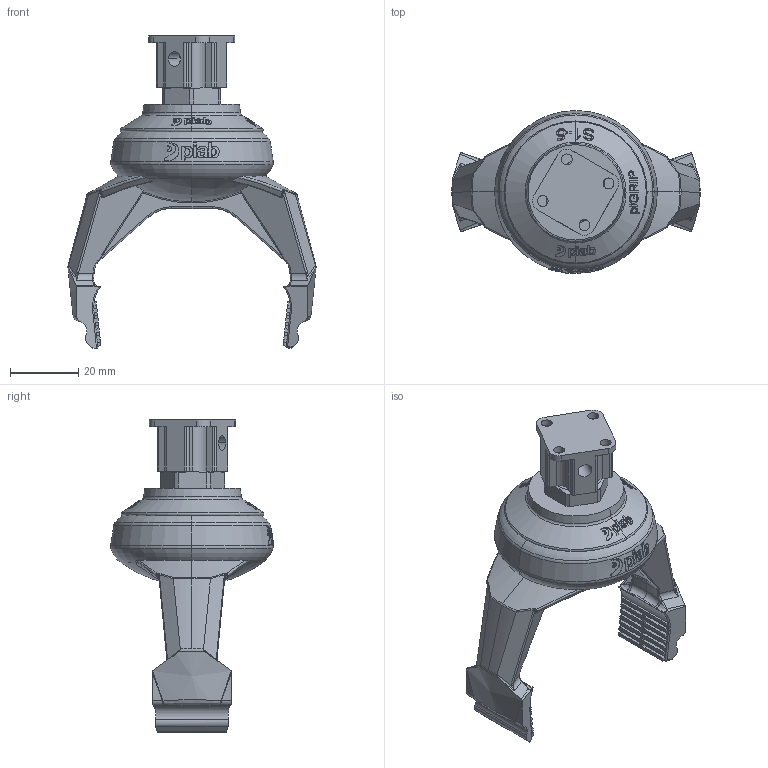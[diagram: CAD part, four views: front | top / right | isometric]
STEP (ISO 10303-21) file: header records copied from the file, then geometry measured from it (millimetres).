
FILE_DESCRIPTION (( 'STEP AP214' ), '1' );
FILE_NAME ('Two_finger_assembly.STEP', '2022-06-26T22:31:00', ( '' ), ( '' ), 'SwSTEP 2.0', 'SolidWorks 2020', '' );
FILE_SCHEMA (( 'AUTOMOTIVE_DESIGN' ));
Length unit declared in the file: inch
Products named in the file (10): fitting_G18M.stp; claw_S52.stp; support_S1-5.stp; Two_finger_assembly; fitting_G18M-1.stp; support_S1-5-2.stp; claw_S52-0.stp; suction_adaptor.step; 2_finger.stp; body.step
Assembly tree (9 placements, depth 4):
  Two_finger_assembly
    2_finger.stp
      claw_S52.stp
        claw_S52-0.stp
      fitting_G18M.stp
        fitting_G18M-1.stp
      support_S1-5.stp
        support_S1-5-2.stp
    suction_adaptor.step
      body.step
Bounding box: 72.91 x 47.91 x 91.7 mm (x, y, z)
Volume: 57536 mm3; surface area: 20373 mm2
Topology: 4 solids, 6 shells, 1065 faces, 2868 edges, 1848 vertices
Faces by surface type: plane 496, cylinder 212, bspline 195, cone 103, torus 49, sphere 10
Entity records: 40672 total; most frequent: CARTESIAN_POINT 16817, ORIENTED_EDGE 5720, DIRECTION 3665, EDGE_CURVE 2860, VERTEX_POINT 1848, B_SPLINE_CURVE_WITH_KNOTS 1369, AXIS2_PLACEMENT_3D 1328, EDGE_LOOP 1120
